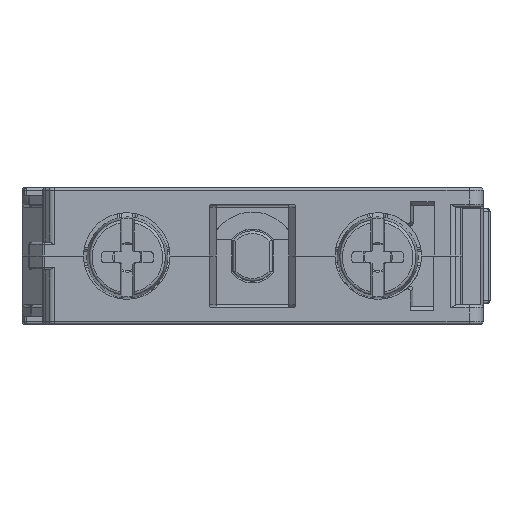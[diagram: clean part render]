
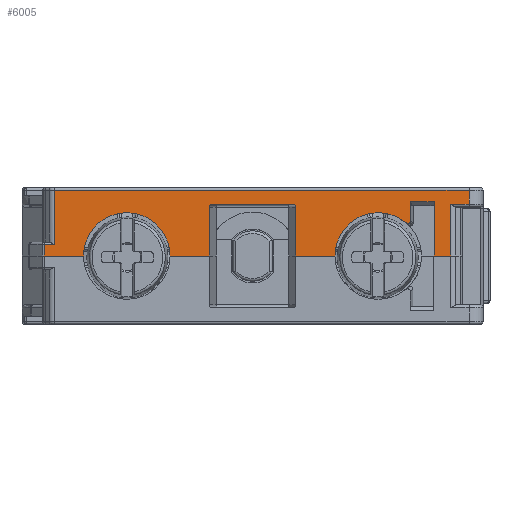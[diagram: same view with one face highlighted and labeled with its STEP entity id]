
A CAD part, left-side view. The second image highlights one B-rep face of the part: STEP entity #6005.
In plain terms, the highlighted planar face has unit normal (-1, 0, 0).
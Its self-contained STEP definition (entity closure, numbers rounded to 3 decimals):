
#367=B_SPLINE_CURVE_WITH_KNOTS('',3,(#29613,#29614,#29615,#29616,#29617,
#29618,#29619,#29620,#29621,#29622,#29623,#29624,#29625,#29626,#29627,#29628,
#29629,#29630,#29631,#29632,#29633,#29634),.UNSPECIFIED.,.F.,.F.,(4,3,3,
3,3,3,3,4),(0.,0.156,0.312,0.465,0.614,
0.76,0.905,1.),.UNSPECIFIED.);
#531=ELLIPSE('',#20150,0.202,0.2);
#532=ELLIPSE('',#20151,0.202,0.2);
#775=PLANE('',#20152);
#1393=FACE_OUTER_BOUND('',#7627,.T.);
#2627=LINE('',#29500,#4391);
#2635=LINE('',#29517,#4399);
#2678=LINE('',#29636,#4442);
#2679=LINE('',#29638,#4443);
#2680=LINE('',#29640,#4444);
#2681=LINE('',#29642,#4445);
#2682=LINE('',#29644,#4446);
#2683=LINE('',#29646,#4447);
#2684=LINE('',#29648,#4448);
#2685=LINE('',#29650,#4449);
#2686=LINE('',#29652,#4450);
#2687=LINE('',#29654,#4451);
#2688=LINE('',#29656,#4452);
#2689=LINE('',#29658,#4453);
#2690=LINE('',#29661,#4454);
#2691=LINE('',#29665,#4455);
#2692=LINE('',#29669,#4456);
#4391=VECTOR('',#22923,1.);
#4399=VECTOR('',#22933,1.);
#4442=VECTOR('',#23006,1.);
#4443=VECTOR('',#23007,1.);
#4444=VECTOR('',#23008,1.);
#4445=VECTOR('',#23009,1.);
#4446=VECTOR('',#23010,1.);
#4447=VECTOR('',#23011,1.);
#4448=VECTOR('',#23012,1.);
#4449=VECTOR('',#23013,1.);
#4450=VECTOR('',#23014,1.);
#4451=VECTOR('',#23015,1.);
#4452=VECTOR('',#23016,1.);
#4453=VECTOR('',#23017,1.);
#4454=VECTOR('',#23020,1.);
#4455=VECTOR('',#23023,1.);
#4456=VECTOR('',#23026,1.);
#6005=ADVANCED_FACE('',(#1393),#775,.F.);
#7627=EDGE_LOOP('',(#9749,#9750,#9751,#9752,#9753,#9754,#9755,#9756,#9757,
#9758,#9759,#9760,#9761,#9762,#9763,#9764,#9765,#9766,#9767,#9768,#9769,
#9770));
#9749=ORIENTED_EDGE('',*,*,#16789,.F.);
#9750=ORIENTED_EDGE('',*,*,#16790,.T.);
#9751=ORIENTED_EDGE('',*,*,#16791,.F.);
#9752=ORIENTED_EDGE('',*,*,#16792,.T.);
#9753=ORIENTED_EDGE('',*,*,#16793,.T.);
#9754=ORIENTED_EDGE('',*,*,#16794,.F.);
#9755=ORIENTED_EDGE('',*,*,#16795,.T.);
#9756=ORIENTED_EDGE('',*,*,#16796,.T.);
#9757=ORIENTED_EDGE('',*,*,#16797,.T.);
#9758=ORIENTED_EDGE('',*,*,#16798,.T.);
#9759=ORIENTED_EDGE('',*,*,#16799,.T.);
#9760=ORIENTED_EDGE('',*,*,#16800,.T.);
#9761=ORIENTED_EDGE('',*,*,#16801,.T.);
#9762=ORIENTED_EDGE('',*,*,#16802,.F.);
#9763=ORIENTED_EDGE('',*,*,#16803,.T.);
#9764=ORIENTED_EDGE('',*,*,#16743,.F.);
#9765=ORIENTED_EDGE('',*,*,#16804,.T.);
#9766=ORIENTED_EDGE('',*,*,#16805,.T.);
#9767=ORIENTED_EDGE('',*,*,#16806,.T.);
#9768=ORIENTED_EDGE('',*,*,#16807,.T.);
#9769=ORIENTED_EDGE('',*,*,#16808,.T.);
#9770=ORIENTED_EDGE('',*,*,#16735,.F.);
#14721=VERTEX_POINT('',#29499);
#14722=VERTEX_POINT('',#29501);
#14729=VERTEX_POINT('',#29516);
#14730=VERTEX_POINT('',#29518);
#14767=VERTEX_POINT('',#29612);
#14768=VERTEX_POINT('',#29635);
#14769=VERTEX_POINT('',#29637);
#14770=VERTEX_POINT('',#29639);
#14771=VERTEX_POINT('',#29641);
#14772=VERTEX_POINT('',#29643);
#14773=VERTEX_POINT('',#29645);
#14774=VERTEX_POINT('',#29647);
#14775=VERTEX_POINT('',#29649);
#14776=VERTEX_POINT('',#29651);
#14777=VERTEX_POINT('',#29653);
#14778=VERTEX_POINT('',#29655);
#14779=VERTEX_POINT('',#29657);
#14780=VERTEX_POINT('',#29659);
#14781=VERTEX_POINT('',#29662);
#14782=VERTEX_POINT('',#29664);
#14783=VERTEX_POINT('',#29666);
#14784=VERTEX_POINT('',#29668);
#16735=EDGE_CURVE('',#14721,#14722,#2627,.T.);
#16743=EDGE_CURVE('',#14729,#14730,#2635,.T.);
#16789=EDGE_CURVE('',#14767,#14721,#19105,.T.);
#16790=EDGE_CURVE('',#14767,#14768,#367,.T.);
#16791=EDGE_CURVE('',#14769,#14768,#2678,.T.);
#16792=EDGE_CURVE('',#14769,#14770,#2679,.T.);
#16793=EDGE_CURVE('',#14770,#14771,#2680,.T.);
#16794=EDGE_CURVE('',#14772,#14771,#2681,.T.);
#16795=EDGE_CURVE('',#14772,#14773,#2682,.T.);
#16796=EDGE_CURVE('',#14773,#14774,#2683,.T.);
#16797=EDGE_CURVE('',#14774,#14775,#2684,.T.);
#16798=EDGE_CURVE('',#14775,#14776,#2685,.T.);
#16799=EDGE_CURVE('',#14776,#14777,#2686,.T.);
#16800=EDGE_CURVE('',#14777,#14778,#2687,.T.);
#16801=EDGE_CURVE('',#14778,#14779,#2688,.T.);
#16802=EDGE_CURVE('',#14780,#14779,#2689,.T.);
#16803=EDGE_CURVE('',#14780,#14730,#19106,.T.);
#16804=EDGE_CURVE('',#14729,#14781,#2690,.T.);
#16805=EDGE_CURVE('',#14781,#14782,#531,.T.);
#16806=EDGE_CURVE('',#14782,#14783,#2691,.T.);
#16807=EDGE_CURVE('',#14783,#14784,#532,.T.);
#16808=EDGE_CURVE('',#14784,#14722,#2692,.T.);
#19105=CIRCLE('',#20148,3.1);
#19106=CIRCLE('',#20149,3.1);
#20148=AXIS2_PLACEMENT_3D('',#29611,#23004,#23005);
#20149=AXIS2_PLACEMENT_3D('',#29660,#23018,#23019);
#20150=AXIS2_PLACEMENT_3D('',#29663,#23021,#23022);
#20151=AXIS2_PLACEMENT_3D('',#29667,#23024,#23025);
#20152=AXIS2_PLACEMENT_3D('',#29670,#23027,#23028);
#22923=DIRECTION('',(0.,1.,0.));
#22933=DIRECTION('',(0.,1.,0.));
#23004=DIRECTION('',(-1.,0.,0.));
#23005=DIRECTION('',(0.,-1.,0.));
#23006=DIRECTION('',(0.,0.,-1.));
#23007=DIRECTION('',(0.,-1.,0.));
#23008=DIRECTION('',(0.,0.,-1.));
#23009=DIRECTION('',(0.,1.,0.));
#23010=DIRECTION('',(0.,0.,1.));
#23011=DIRECTION('',(0.,-1.,0.));
#23012=DIRECTION('',(0.,0.,1.));
#23013=DIRECTION('',(0.,1.,0.));
#23014=DIRECTION('',(0.,0.,-1.));
#23015=DIRECTION('',(0.,1.,0.));
#23016=DIRECTION('',(0.,0.,-1.));
#23017=DIRECTION('',(0.,1.,0.));
#23018=DIRECTION('',(1.,0.,0.));
#23019=DIRECTION('',(0.,1.,0.));
#23020=DIRECTION('',(0.,0.,1.));
#23021=DIRECTION('',(1.,0.,0.));
#23022=DIRECTION('',(0.,-1.,0.));
#23023=DIRECTION('',(0.,-1.,0.));
#23024=DIRECTION('',(1.,0.,0.));
#23025=DIRECTION('',(0.,-1.,0.));
#23026=DIRECTION('',(0.,0.,-1.));
#23027=DIRECTION('',(1.,0.,0.));
#23028=DIRECTION('',(0.,1.,0.));
#29499=CARTESIAN_POINT('',(-20.222,-2.2,0.));
#29500=CARTESIAN_POINT('',(-20.222,-11.206,0.));
#29501=CARTESIAN_POINT('',(-20.222,0.6,0.));
#29516=CARTESIAN_POINT('',(-20.222,6.8,0.));
#29517=CARTESIAN_POINT('',(-20.222,-11.206,0.));
#29518=CARTESIAN_POINT('',(-20.222,9.6,0.));
#29611=CARTESIAN_POINT('',(-20.222,-5.3,0.));
#29612=CARTESIAN_POINT('',(-20.222,-7.292,2.375));
#29613=CARTESIAN_POINT('',(-20.222,-7.292,2.375));
#29614=CARTESIAN_POINT('',(-20.222,-7.31,2.36));
#29615=CARTESIAN_POINT('',(-20.222,-7.331,2.348));
#29616=CARTESIAN_POINT('',(-20.222,-7.353,2.34));
#29617=CARTESIAN_POINT('',(-20.222,-7.375,2.331));
#29618=CARTESIAN_POINT('',(-20.222,-7.399,2.327));
#29619=CARTESIAN_POINT('',(-20.222,-7.423,2.326));
#29620=CARTESIAN_POINT('',(-20.222,-7.446,2.326));
#29621=CARTESIAN_POINT('',(-20.222,-7.469,2.33));
#29622=CARTESIAN_POINT('',(-20.222,-7.491,2.337));
#29623=CARTESIAN_POINT('',(-20.222,-7.512,2.344));
#29624=CARTESIAN_POINT('',(-20.222,-7.533,2.356));
#29625=CARTESIAN_POINT('',(-20.222,-7.55,2.37));
#29626=CARTESIAN_POINT('',(-20.222,-7.568,2.384));
#29627=CARTESIAN_POINT('',(-20.222,-7.583,2.401));
#29628=CARTESIAN_POINT('',(-20.222,-7.594,2.419));
#29629=CARTESIAN_POINT('',(-20.222,-7.606,2.438));
#29630=CARTESIAN_POINT('',(-20.222,-7.614,2.459));
#29631=CARTESIAN_POINT('',(-20.222,-7.619,2.48));
#29632=CARTESIAN_POINT('',(-20.222,-7.622,2.494));
#29633=CARTESIAN_POINT('',(-20.222,-7.624,2.509));
#29634=CARTESIAN_POINT('',(-20.222,-7.624,2.523));
#29635=CARTESIAN_POINT('',(-20.222,-7.624,2.523));
#29636=CARTESIAN_POINT('',(-20.222,-7.624,3.7));
#29637=CARTESIAN_POINT('',(-20.222,-7.624,3.9));
#29638=CARTESIAN_POINT('',(-20.222,-11.206,3.9));
#29639=CARTESIAN_POINT('',(-20.222,-9.3,3.9));
#29640=CARTESIAN_POINT('',(-20.222,-9.3,3.7));
#29641=CARTESIAN_POINT('',(-20.222,-9.3,0.));
#29642=CARTESIAN_POINT('',(-20.222,-11.206,0.));
#29643=CARTESIAN_POINT('',(-20.222,-10.493,0.));
#29644=CARTESIAN_POINT('',(-20.222,-10.493,3.5));
#29645=CARTESIAN_POINT('',(-20.222,-10.493,3.7));
#29646=CARTESIAN_POINT('',(-20.222,-11.206,3.7));
#29647=CARTESIAN_POINT('',(-20.222,-11.8,3.7));
#29648=CARTESIAN_POINT('',(-20.222,-11.8,4.9));
#29649=CARTESIAN_POINT('',(-20.222,-11.8,4.7));
#29650=CARTESIAN_POINT('',(-20.222,17.893,4.7));
#29651=CARTESIAN_POINT('',(-20.222,17.893,4.7));
#29652=CARTESIAN_POINT('',(-20.222,17.893,1.));
#29653=CARTESIAN_POINT('',(-20.222,17.893,0.8));
#29654=CARTESIAN_POINT('',(-20.222,18.7,0.8));
#29655=CARTESIAN_POINT('',(-20.222,18.617,0.8));
#29656=CARTESIAN_POINT('',(-20.222,18.617,4.9));
#29657=CARTESIAN_POINT('',(-20.222,18.617,0.));
#29658=CARTESIAN_POINT('',(-20.222,-11.206,0.));
#29659=CARTESIAN_POINT('',(-20.222,15.8,0.));
#29660=CARTESIAN_POINT('',(-20.222,12.7,0.));
#29661=CARTESIAN_POINT('',(-20.222,6.8,4.));
#29662=CARTESIAN_POINT('',(-20.222,6.8,3.5));
#29663=CARTESIAN_POINT('',(-20.222,6.598,3.5));
#29664=CARTESIAN_POINT('',(-20.222,6.598,3.7));
#29665=CARTESIAN_POINT('',(-20.222,-11.206,3.7));
#29666=CARTESIAN_POINT('',(-20.222,0.802,3.7));
#29667=CARTESIAN_POINT('',(-20.222,0.802,3.5));
#29668=CARTESIAN_POINT('',(-20.222,0.6,3.5));
#29669=CARTESIAN_POINT('',(-20.222,0.6,0.));
#29670=CARTESIAN_POINT('',(-20.222,-11.206,4.9));
